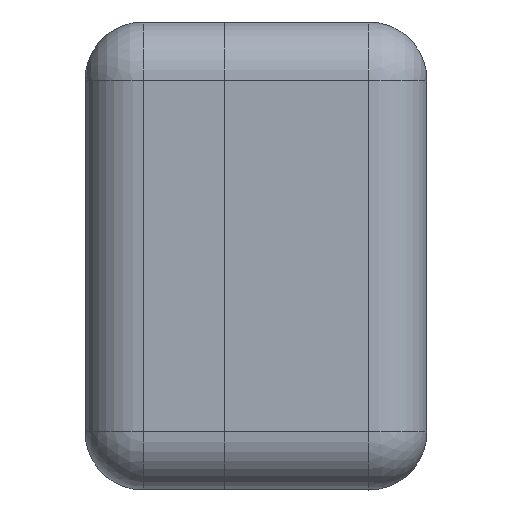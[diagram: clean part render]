
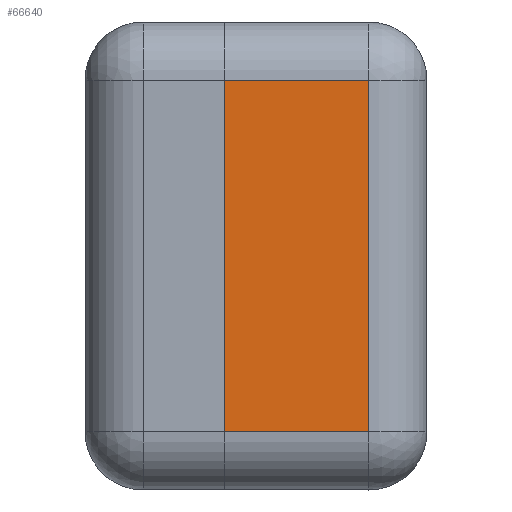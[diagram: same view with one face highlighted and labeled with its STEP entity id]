
A CAD part, left-side view. The second image highlights one B-rep face of the part: STEP entity #66640.
In plain terms, the highlighted planar face has unit normal (-1, 0, 0).
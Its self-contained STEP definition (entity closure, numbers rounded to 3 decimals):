
#596 = LINE ( 'NONE', #2086, #95581 ) ;
#1619 = LINE ( 'NONE', #78491, #32388 ) ;
#2086 = CARTESIAN_POINT ( 'NONE',  ( -1061.556, 110.778, -241.702 ) ) ;
#9233 = EDGE_CURVE ( 'NONE', #107151, #116141, #22338, .T. ) ;
#12656 = CARTESIAN_POINT ( 'NONE',  ( -1061.556, 115.778, 321.702 ) ) ;
#18688 = CARTESIAN_POINT ( 'NONE',  ( -1061.556, -82.586, -241.702 ) ) ;
#22338 = LINE ( 'NONE', #146885, #48624 ) ;
#32388 = VECTOR ( 'NONE', #89690, 1000. ) ;
#32537 = EDGE_CURVE ( 'NONE', #40706, #88310, #137237, .T. ) ;
#35349 = ORIENTED_EDGE ( 'NONE', *, *, #32537, .F. ) ;
#35639 = CARTESIAN_POINT ( 'NONE',  ( -1061.556, 115.778, 241.702 ) ) ;
#40706 = VERTEX_POINT ( 'NONE', #99652 ) ;
#44710 = DIRECTION ( 'NONE',  ( 0., 0., 1. ) ) ;
#48624 = VECTOR ( 'NONE', #44710, 1000. ) ;
#64416 = AXIS2_PLACEMENT_3D ( 'NONE', #120517, #87687, #133190 ) ;
#66033 = PLANE ( 'NONE',  #64416 ) ;
#66640 = ADVANCED_FACE ( 'NONE', ( #75036 ), #66033, .T. ) ;
#75036 = FACE_OUTER_BOUND ( 'NONE', #120464, .T. ) ;
#78491 = CARTESIAN_POINT ( 'NONE',  ( -1061.556, 110.778, 241.702 ) ) ;
#84287 = EDGE_CURVE ( 'NONE', #40706, #107151, #596, .T. ) ;
#87687 = DIRECTION ( 'NONE',  ( -1., 0., 0. ) ) ;
#87797 = ORIENTED_EDGE ( 'NONE', *, *, #84287, .T. ) ;
#88310 = VERTEX_POINT ( 'NONE', #35639 ) ;
#89690 = DIRECTION ( 'NONE',  ( 0., 1., 0. ) ) ;
#92151 = CARTESIAN_POINT ( 'NONE',  ( -1061.556, -82.586, 241.702 ) ) ;
#93778 = EDGE_CURVE ( 'NONE', #116141, #88310, #1619, .T. ) ;
#95581 = VECTOR ( 'NONE', #137853, 1000. ) ;
#99652 = CARTESIAN_POINT ( 'NONE',  ( -1061.556, 115.778, -241.702 ) ) ;
#103690 = DIRECTION ( 'NONE',  ( 0., 0., 1. ) ) ;
#107151 = VERTEX_POINT ( 'NONE', #18688 ) ;
#111864 = ORIENTED_EDGE ( 'NONE', *, *, #9233, .T. ) ;
#116141 = VERTEX_POINT ( 'NONE', #92151 ) ;
#119841 = VECTOR ( 'NONE', #103690, 1000. ) ;
#120464 = EDGE_LOOP ( 'NONE', ( #111864, #145633, #35349, #87797 ) ) ;
#120517 = CARTESIAN_POINT ( 'NONE',  ( -1061.556, 110.778, 321.702 ) ) ;
#133190 = DIRECTION ( 'NONE',  ( 0., 0., 1. ) ) ;
#137237 = LINE ( 'NONE', #12656, #119841 ) ;
#137853 = DIRECTION ( 'NONE',  ( 0., -1., 0. ) ) ;
#145633 = ORIENTED_EDGE ( 'NONE', *, *, #93778, .T. ) ;
#146885 = CARTESIAN_POINT ( 'NONE',  ( -1061.556, -82.586, 321.702 ) ) ;
